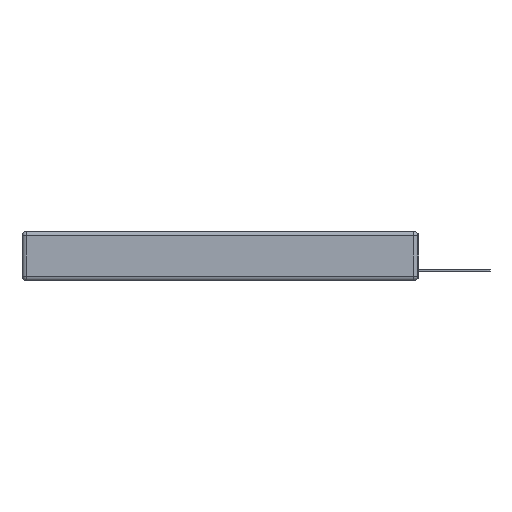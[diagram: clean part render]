
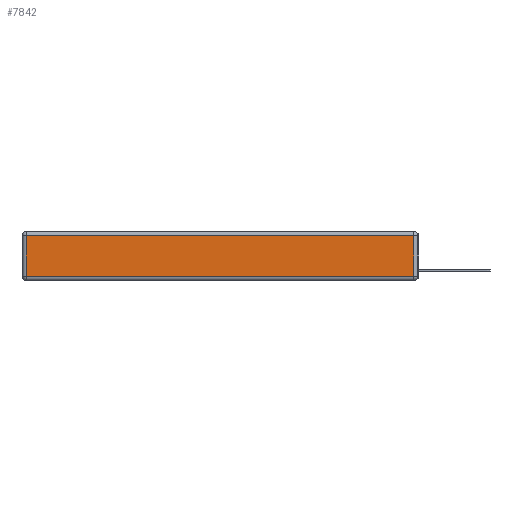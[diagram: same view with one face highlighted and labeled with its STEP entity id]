
A CAD part, left-side view. The second image highlights one B-rep face of the part: STEP entity #7842.
In plain terms, the highlighted planar face has unit normal (-1, 0, 0).
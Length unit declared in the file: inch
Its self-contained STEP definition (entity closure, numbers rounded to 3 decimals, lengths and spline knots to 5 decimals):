
#431 = ORIENTED_EDGE ( 'NONE', *, *, #5249, .T. ) ;
#571 = DIRECTION ( 'NONE',  ( 0., -1., 0. ) ) ;
#818 = VECTOR ( 'NONE', #13782, 39.37008 ) ;
#1032 = VECTOR ( 'NONE', #571, 39.37008 ) ;
#1412 = VERTEX_POINT ( 'NONE', #12583 ) ;
#1612 = ORIENTED_EDGE ( 'NONE', *, *, #7520, .T. ) ;
#1941 = EDGE_CURVE ( 'NONE', #3422, #11466, #5491, .T. ) ;
#2019 = CARTESIAN_POINT ( 'NONE',  ( 0., 2.72, -0.343 ) ) ;
#2529 = LINE ( 'NONE', #16116, #19956 ) ;
#3299 = CARTESIAN_POINT ( 'NONE',  ( 0., 2.72, -0.313 ) ) ;
#3422 = VERTEX_POINT ( 'NONE', #3299 ) ;
#5249 = EDGE_CURVE ( 'NONE', #11262, #1412, #14186, .T. ) ;
#5491 = LINE ( 'NONE', #17530, #1032 ) ;
#5869 = DIRECTION ( 'NONE',  ( 0., 1., 0. ) ) ;
#6450 = FACE_OUTER_BOUND ( 'NONE', #10154, .T. ) ;
#7243 = DIRECTION ( 'NONE',  ( -1., 0., 0. ) ) ;
#7520 = EDGE_CURVE ( 'NONE', #11466, #11262, #2529, .T. ) ;
#7842 = ADVANCED_FACE ( 'NONE', ( #6450 ), #18963, .T. ) ;
#10128 = CARTESIAN_POINT ( 'NONE',  ( 0., 0., -0.343 ) ) ;
#10154 = EDGE_LOOP ( 'NONE', ( #10967, #1612, #431, #18807 ) ) ;
#10191 = DIRECTION ( 'NONE',  ( 0., 0., 1. ) ) ;
#10967 = ORIENTED_EDGE ( 'NONE', *, *, #1941, .T. ) ;
#11262 = VERTEX_POINT ( 'NONE', #19823 ) ;
#11466 = VERTEX_POINT ( 'NONE', #14998 ) ;
#12583 = CARTESIAN_POINT ( 'NONE',  ( 0., 2.72, -0.03 ) ) ;
#13782 = DIRECTION ( 'NONE',  ( 0., 0., -1. ) ) ;
#14186 = LINE ( 'NONE', #16204, #15249 ) ;
#14998 = CARTESIAN_POINT ( 'NONE',  ( 0., 0.03, -0.313 ) ) ;
#15249 = VECTOR ( 'NONE', #5869, 39.37008 ) ;
#16116 = CARTESIAN_POINT ( 'NONE',  ( 0., 0.03, -0.343 ) ) ;
#16204 = CARTESIAN_POINT ( 'NONE',  ( 0., 2.75, -0.03 ) ) ;
#16886 = LINE ( 'NONE', #2019, #818 ) ;
#17530 = CARTESIAN_POINT ( 'NONE',  ( 0., 0., -0.313 ) ) ;
#18519 = AXIS2_PLACEMENT_3D ( 'NONE', #10128, #7243, #10191 ) ;
#18807 = ORIENTED_EDGE ( 'NONE', *, *, #19905, .T. ) ;
#18963 = PLANE ( 'NONE',  #18519 ) ;
#19823 = CARTESIAN_POINT ( 'NONE',  ( 0., 0.03, -0.03 ) ) ;
#19905 = EDGE_CURVE ( 'NONE', #1412, #3422, #16886, .T. ) ;
#19956 = VECTOR ( 'NONE', #21330, 39.37008 ) ;
#21330 = DIRECTION ( 'NONE',  ( 0., 0., 1. ) ) ;
